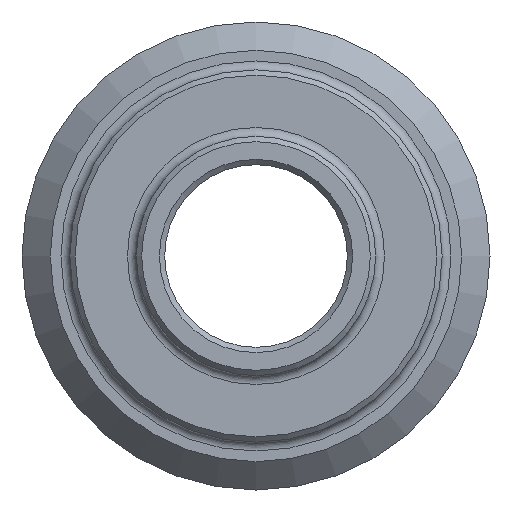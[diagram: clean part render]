
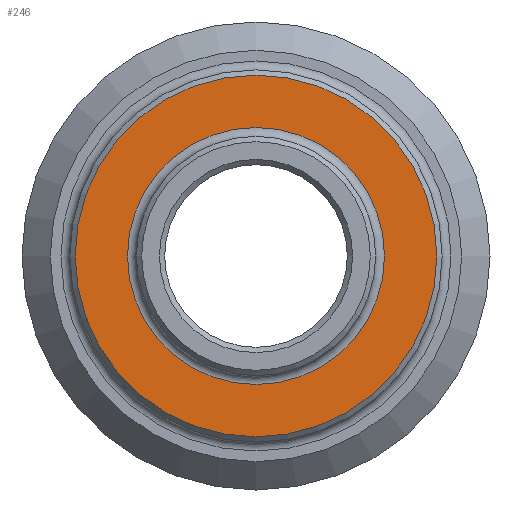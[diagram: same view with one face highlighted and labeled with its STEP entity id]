
A CAD part, left-side view. The second image highlights one B-rep face of the part: STEP entity #246.
In plain terms, the highlighted planar face has unit normal (-1, 0, 0).
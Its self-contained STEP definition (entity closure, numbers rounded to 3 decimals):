
#21=FACE_BOUND('',#72,.T.);
#25=PLANE('',#288);
#55=FACE_OUTER_BOUND('',#71,.T.);
#71=EDGE_LOOP('',(#183));
#72=EDGE_LOOP('',(#184));
#91=CIRCLE('',#283,7.25);
#95=CIRCLE('',#289,10.2);
#116=VERTEX_POINT('',#420);
#119=VERTEX_POINT('',#431);
#139=EDGE_CURVE('',#116,#116,#91,.T.);
#144=EDGE_CURVE('',#119,#119,#95,.T.);
#183=ORIENTED_EDGE('',*,*,#144,.F.);
#184=ORIENTED_EDGE('',*,*,#139,.F.);
#246=ADVANCED_FACE('',(#55,#21),#25,.T.);
#283=AXIS2_PLACEMENT_3D('',#422,#329,#330);
#288=AXIS2_PLACEMENT_3D('',#430,#340,#341);
#289=AXIS2_PLACEMENT_3D('',#432,#342,#343);
#329=DIRECTION('center_axis',(-1.,0.,0.));
#330=DIRECTION('ref_axis',(0.,-1.,0.));
#340=DIRECTION('center_axis',(-1.,0.,0.));
#341=DIRECTION('ref_axis',(0.,0.,1.));
#342=DIRECTION('center_axis',(1.,0.,0.));
#343=DIRECTION('ref_axis',(0.,-1.,0.));
#420=CARTESIAN_POINT('',(-14.,0.,7.25));
#422=CARTESIAN_POINT('Origin',(-14.,0.,0.));
#430=CARTESIAN_POINT('Origin',(-14.,10.5,0.));
#431=CARTESIAN_POINT('',(-14.,10.2,0.));
#432=CARTESIAN_POINT('Origin',(-14.,0.,0.));
